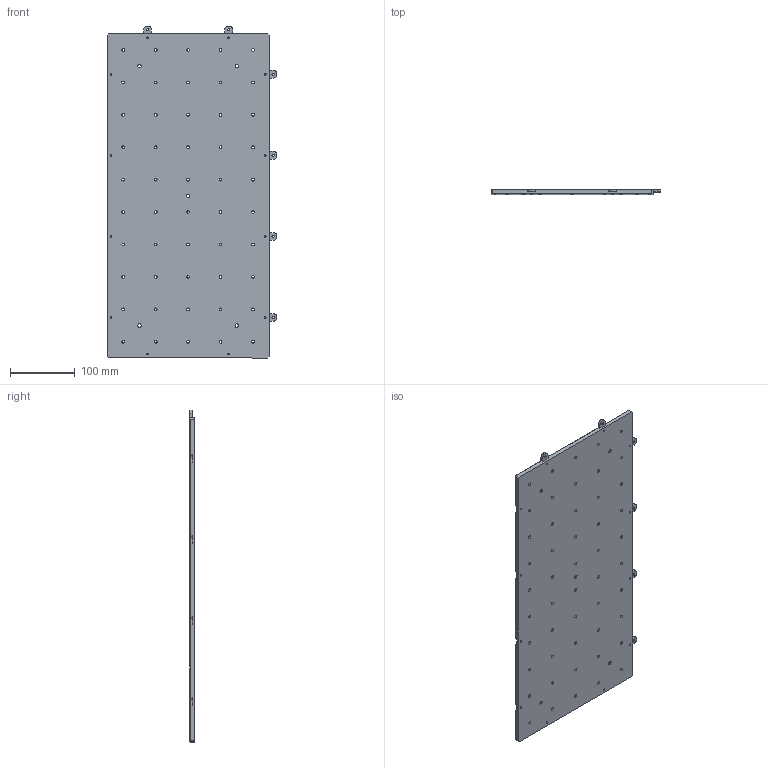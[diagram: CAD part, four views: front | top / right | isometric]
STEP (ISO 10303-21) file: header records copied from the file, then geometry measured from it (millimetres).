
FILE_DESCRIPTION(/* description */ (''),/* implementation_level */ '2;1');
FILE_NAME(/* name */ 'fixture_plate.step',/* time_stamp */ '2025-05-01T15:46:17-07:00',/* author */ (''),/* organization */ (''),/* preprocessor_version */ 'ST-DEVELOPER v20.1',/* originating_system */ 'Autodesk Translation Framework v14.4.0.0',/* authorisation */ '');
FILE_SCHEMA (('AUTOMOTIVE_DESIGN { 1 0 10303 214 3 1 1 }'));
Length unit declared in the file: millimetre
Products named in the file (3): fixture_plate; fixture_plate_1; connector
Assembly tree (7 placements, depth 2):
  fixture_plate
    fixture_plate_1
    connector  x6
Bounding box: 262 x 7 x 512 mm (x, y, z)
Volume: 866787.6 mm3; surface area: 269522 mm2
Topology: 7 solids, 7 shells, 583 faces, 1546 edges, 1008 vertices
Faces by surface type: plane 230, bspline 221, cylinder 108, cone 24
Full cylindrical faces by diameter (mm): 2.529 x12, 3.4 x12, 4.234 x50, 5.2 x5, 10 x5
Entity records: 19067 total; most frequent: CARTESIAN_POINT 6674, ORIENTED_EDGE 2872, DIRECTION 1828, EDGE_CURVE 1436, VERTEX_POINT 938, LINE 804, VECTOR 804, EDGE_LOOP 702
